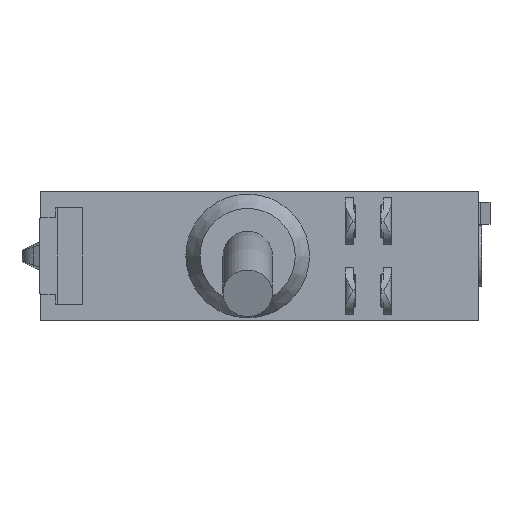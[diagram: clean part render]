
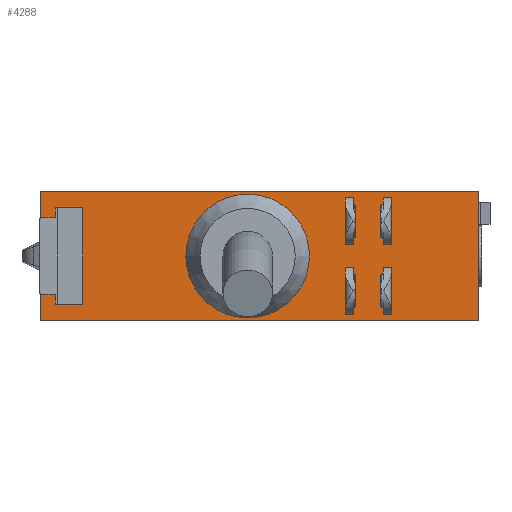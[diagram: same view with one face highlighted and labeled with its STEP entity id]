
A CAD part, front view. The second image highlights one B-rep face of the part: STEP entity #4288.
In plain terms, the highlighted planar face has unit normal (0, -1, 0).
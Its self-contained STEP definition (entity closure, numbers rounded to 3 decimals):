
#66=CIRCLE('',#4510,5.);
#456=ORIENTED_EDGE('',*,*,#1314,.T.);
#457=ORIENTED_EDGE('',*,*,#1315,.F.);
#458=ORIENTED_EDGE('',*,*,#1316,.F.);
#459=ORIENTED_EDGE('',*,*,#1160,.T.);
#460=ORIENTED_EDGE('',*,*,#1317,.T.);
#461=ORIENTED_EDGE('',*,*,#1318,.F.);
#462=ORIENTED_EDGE('',*,*,#1319,.F.);
#463=ORIENTED_EDGE('',*,*,#1320,.T.);
#464=ORIENTED_EDGE('',*,*,#1145,.F.);
#465=ORIENTED_EDGE('',*,*,#1321,.T.);
#466=ORIENTED_EDGE('',*,*,#1150,.T.);
#467=ORIENTED_EDGE('',*,*,#1322,.F.);
#468=ORIENTED_EDGE('',*,*,#1129,.F.);
#469=ORIENTED_EDGE('',*,*,#1323,.T.);
#470=ORIENTED_EDGE('',*,*,#1134,.T.);
#471=ORIENTED_EDGE('',*,*,#1155,.F.);
#472=ORIENTED_EDGE('',*,*,#1324,.F.);
#473=ORIENTED_EDGE('',*,*,#1253,.F.);
#474=ORIENTED_EDGE('',*,*,#1312,.T.);
#475=ORIENTED_EDGE('',*,*,#1325,.T.);
#476=ORIENTED_EDGE('',*,*,#1326,.T.);
#477=ORIENTED_EDGE('',*,*,#1114,.T.);
#478=ORIENTED_EDGE('',*,*,#1118,.T.);
#479=ORIENTED_EDGE('',*,*,#1122,.T.);
#480=ORIENTED_EDGE('',*,*,#1327,.T.);
#481=ORIENTED_EDGE('',*,*,#1328,.T.);
#482=ORIENTED_EDGE('',*,*,#1310,.T.);
#483=ORIENTED_EDGE('',*,*,#1206,.T.);
#484=ORIENTED_EDGE('',*,*,#1329,.F.);
#1114=EDGE_CURVE('',#1562,#1561,#1870,.T.);
#1118=EDGE_CURVE('',#1561,#1564,#1874,.T.);
#1122=EDGE_CURVE('',#1564,#1566,#1878,.T.);
#1129=EDGE_CURVE('',#1573,#1574,#1879,.T.);
#1134=EDGE_CURVE('',#1579,#1578,#1880,.T.);
#1145=EDGE_CURVE('',#1589,#1590,#1881,.T.);
#1150=EDGE_CURVE('',#1595,#1594,#1882,.T.);
#1155=EDGE_CURVE('',#1574,#1578,#1883,.T.);
#1160=EDGE_CURVE('',#1602,#1603,#1886,.T.);
#1206=EDGE_CURVE('',#1643,#1642,#1908,.T.);
#1253=EDGE_CURVE('',#1688,#1689,#1946,.T.);
#1310=EDGE_CURVE('',#1730,#1643,#1995,.T.);
#1312=EDGE_CURVE('',#1688,#1731,#1997,.T.);
#1314=EDGE_CURVE('',#1603,#1732,#1999,.T.);
#1315=EDGE_CURVE('',#1733,#1732,#2000,.T.);
#1316=EDGE_CURVE('',#1602,#1733,#2001,.T.);
#1317=EDGE_CURVE('',#1734,#1735,#2002,.T.);
#1318=EDGE_CURVE('',#1736,#1735,#2003,.T.);
#1319=EDGE_CURVE('',#1737,#1736,#2004,.T.);
#1320=EDGE_CURVE('',#1737,#1734,#2005,.T.);
#1321=EDGE_CURVE('',#1589,#1595,#2006,.T.);
#1322=EDGE_CURVE('',#1590,#1594,#2007,.T.);
#1323=EDGE_CURVE('',#1573,#1579,#2008,.T.);
#1324=EDGE_CURVE('',#1689,#1642,#2009,.T.);
#1325=EDGE_CURVE('',#1731,#1738,#2010,.T.);
#1326=EDGE_CURVE('',#1738,#1562,#2011,.T.);
#1327=EDGE_CURVE('',#1566,#1739,#2012,.T.);
#1328=EDGE_CURVE('',#1739,#1730,#2013,.T.);
#1329=EDGE_CURVE('',#1740,#1740,#66,.F.);
#1561=VERTEX_POINT('',#5572);
#1562=VERTEX_POINT('',#5574);
#1564=VERTEX_POINT('',#5580);
#1566=VERTEX_POINT('',#5587);
#1573=VERTEX_POINT('',#5614);
#1574=VERTEX_POINT('',#5616);
#1578=VERTEX_POINT('',#5632);
#1579=VERTEX_POINT('',#5634);
#1589=VERTEX_POINT('',#5673);
#1590=VERTEX_POINT('',#5675);
#1594=VERTEX_POINT('',#5691);
#1595=VERTEX_POINT('',#5693);
#1602=VERTEX_POINT('',#5728);
#1603=VERTEX_POINT('',#5729);
#1642=VERTEX_POINT('',#5855);
#1643=VERTEX_POINT('',#5857);
#1688=VERTEX_POINT('',#5949);
#1689=VERTEX_POINT('',#5951);
#1730=VERTEX_POINT('',#6086);
#1731=VERTEX_POINT('',#6091);
#1732=VERTEX_POINT('',#6096);
#1733=VERTEX_POINT('',#6098);
#1734=VERTEX_POINT('',#6101);
#1735=VERTEX_POINT('',#6102);
#1736=VERTEX_POINT('',#6104);
#1737=VERTEX_POINT('',#6106);
#1738=VERTEX_POINT('',#6113);
#1739=VERTEX_POINT('',#6116);
#1740=VERTEX_POINT('',#6119);
#1870=LINE('',#5573,#2187);
#1874=LINE('',#5581,#2191);
#1878=LINE('',#5588,#2195);
#1879=LINE('',#5615,#2196);
#1880=LINE('',#5633,#2197);
#1881=LINE('',#5674,#2198);
#1882=LINE('',#5692,#2199);
#1883=LINE('',#5708,#2200);
#1886=LINE('',#5727,#2203);
#1908=LINE('',#5856,#2225);
#1946=LINE('',#5950,#2263);
#1995=LINE('',#6088,#2312);
#1997=LINE('',#6092,#2314);
#1999=LINE('',#6095,#2316);
#2000=LINE('',#6097,#2317);
#2001=LINE('',#6099,#2318);
#2002=LINE('',#6100,#2319);
#2003=LINE('',#6103,#2320);
#2004=LINE('',#6105,#2321);
#2005=LINE('',#6107,#2322);
#2006=LINE('',#6108,#2323);
#2007=LINE('',#6109,#2324);
#2008=LINE('',#6110,#2325);
#2009=LINE('',#6111,#2326);
#2010=LINE('',#6112,#2327);
#2011=LINE('',#6114,#2328);
#2012=LINE('',#6115,#2329);
#2013=LINE('',#6117,#2330);
#2187=VECTOR('',#4718,1000.);
#2191=VECTOR('',#4724,1000.);
#2195=VECTOR('',#4730,1000.);
#2196=VECTOR('',#4737,1000.);
#2197=VECTOR('',#4742,1000.);
#2198=VECTOR('',#4753,1000.);
#2199=VECTOR('',#4758,1000.);
#2200=VECTOR('',#4765,1000.);
#2203=VECTOR('',#4774,1000.);
#2225=VECTOR('',#4844,1000.);
#2263=VECTOR('',#4902,1000.);
#2312=VECTOR('',#4985,1000.);
#2314=VECTOR('',#4989,1000.);
#2316=VECTOR('',#4993,1000.);
#2317=VECTOR('',#4994,1000.);
#2318=VECTOR('',#4995,1000.);
#2319=VECTOR('',#4996,1000.);
#2320=VECTOR('',#4997,1000.);
#2321=VECTOR('',#4998,1000.);
#2322=VECTOR('',#4999,1000.);
#2323=VECTOR('',#5000,1000.);
#2324=VECTOR('',#5001,1000.);
#2325=VECTOR('',#5002,1000.);
#2326=VECTOR('',#5003,1000.);
#2327=VECTOR('',#5004,1000.);
#2328=VECTOR('',#5005,1000.);
#2329=VECTOR('',#5006,1000.);
#2330=VECTOR('',#5007,1000.);
#2532=EDGE_LOOP('',(#456,#457,#458,#459));
#2533=EDGE_LOOP('',(#460,#461,#462,#463));
#2534=EDGE_LOOP('',(#464,#465,#466,#467));
#2535=EDGE_LOOP('',(#468,#469,#470,#471));
#2536=EDGE_LOOP('',(#472,#473,#474,#475,#476,#477,#478,#479,#480,#481,#482,
#483));
#2537=EDGE_LOOP('',(#484));
#2744=FACE_BOUND('',#2532,.T.);
#2745=FACE_BOUND('',#2533,.T.);
#2746=FACE_BOUND('',#2534,.T.);
#2747=FACE_BOUND('',#2535,.T.);
#2748=FACE_BOUND('',#2536,.T.);
#2749=FACE_BOUND('',#2537,.T.);
#2936=PLANE('',#4509);
#4288=ADVANCED_FACE('',(#2744,#2745,#2746,#2747,#2748,#2749),#2936,.F.);
#4509=AXIS2_PLACEMENT_3D('',#6094,#4991,#4992);
#4510=AXIS2_PLACEMENT_3D('',#6118,#5008,#5009);
#4718=DIRECTION('',(1.,0.,0.));
#4724=DIRECTION('',(0.,0.,-1.));
#4730=DIRECTION('',(-1.,0.,0.));
#4737=DIRECTION('',(-1.,0.,0.));
#4742=DIRECTION('',(-1.,0.,0.));
#4753=DIRECTION('',(-1.,0.,0.));
#4758=DIRECTION('',(-1.,0.,0.));
#4765=DIRECTION('',(0.,0.,-1.));
#4774=DIRECTION('',(0.,0.,-1.));
#4844=DIRECTION('',(1.,0.,0.));
#4902=DIRECTION('',(1.,0.,0.));
#4985=DIRECTION('',(0.,0.,-1.));
#4989=DIRECTION('',(0.,0.,-1.));
#4991=DIRECTION('',(0.,1.,0.));
#4992=DIRECTION('',(-1.,0.,0.));
#4993=DIRECTION('',(-1.,0.,0.));
#4994=DIRECTION('',(0.,0.,-1.));
#4995=DIRECTION('',(-1.,0.,0.));
#4996=DIRECTION('',(-1.,0.,0.));
#4997=DIRECTION('',(0.,0.,-1.));
#4998=DIRECTION('',(-1.,0.,0.));
#4999=DIRECTION('',(0.,0.,-1.));
#5000=DIRECTION('',(0.,0.,-1.));
#5001=DIRECTION('',(0.,0.,-1.));
#5002=DIRECTION('',(0.,0.,-1.));
#5003=DIRECTION('',(0.,0.,-1.));
#5004=DIRECTION('',(1.,0.,0.));
#5005=DIRECTION('',(0.,0.,1.));
#5006=DIRECTION('',(0.,0.,1.));
#5007=DIRECTION('',(-1.,0.,0.));
#5008=DIRECTION('',(0.,1.,0.));
#5009=DIRECTION('',(-1.,0.,0.));
#5572=CARTESIAN_POINT('',(-13.35,0.,3.9));
#5573=CARTESIAN_POINT('',(-15.55,0.,3.9));
#5574=CARTESIAN_POINT('',(-15.55,0.,3.9));
#5580=CARTESIAN_POINT('',(-13.35,0.,-3.9));
#5581=CARTESIAN_POINT('',(-13.35,0.,3.9));
#5587=CARTESIAN_POINT('',(-15.55,0.,-3.9));
#5588=CARTESIAN_POINT('',(-13.35,0.,-3.9));
#5614=CARTESIAN_POINT('',(8.55,0.,-0.919));
#5615=CARTESIAN_POINT('',(11.71,0.,-0.919));
#5616=CARTESIAN_POINT('',(7.9,0.,-0.919));
#5632=CARTESIAN_POINT('',(7.9,0.,-4.701));
#5633=CARTESIAN_POINT('',(11.71,0.,-4.701));
#5634=CARTESIAN_POINT('',(8.55,0.,-4.701));
#5673=CARTESIAN_POINT('',(8.55,0.,4.701));
#5674=CARTESIAN_POINT('',(11.71,0.,4.701));
#5675=CARTESIAN_POINT('',(7.9,0.,4.701));
#5691=CARTESIAN_POINT('',(7.9,0.,0.919));
#5692=CARTESIAN_POINT('',(11.71,0.,0.919));
#5693=CARTESIAN_POINT('',(8.55,0.,0.919));
#5708=CARTESIAN_POINT('',(7.9,0.,4.81));
#5727=CARTESIAN_POINT('',(11.6,0.,4.81));
#5728=CARTESIAN_POINT('',(11.6,0.,-0.919));
#5729=CARTESIAN_POINT('',(11.6,0.,-4.701));
#5855=CARTESIAN_POINT('',(18.65,0.,-5.2));
#5856=CARTESIAN_POINT('',(-16.75,0.,-5.2));
#5857=CARTESIAN_POINT('',(-16.75,0.,-5.2));
#5949=CARTESIAN_POINT('',(-16.75,0.,5.2));
#5950=CARTESIAN_POINT('',(-16.75,0.,5.2));
#5951=CARTESIAN_POINT('',(18.65,0.,5.2));
#6086=CARTESIAN_POINT('',(-16.75,0.,-3.1));
#6088=CARTESIAN_POINT('',(-16.75,0.,5.2));
#6091=CARTESIAN_POINT('',(-16.75,0.,3.1));
#6092=CARTESIAN_POINT('',(-16.75,0.,5.2));
#6094=CARTESIAN_POINT('',(-16.75,0.,5.2));
#6095=CARTESIAN_POINT('',(11.71,0.,-4.701));
#6096=CARTESIAN_POINT('',(10.95,0.,-4.701));
#6097=CARTESIAN_POINT('',(10.95,0.,10.));
#6098=CARTESIAN_POINT('',(10.95,0.,-0.919));
#6099=CARTESIAN_POINT('',(11.71,0.,-0.919));
#6100=CARTESIAN_POINT('',(11.71,0.,0.919));
#6101=CARTESIAN_POINT('',(11.6,0.,0.919));
#6102=CARTESIAN_POINT('',(10.95,0.,0.919));
#6103=CARTESIAN_POINT('',(10.95,0.,10.));
#6104=CARTESIAN_POINT('',(10.95,0.,4.701));
#6105=CARTESIAN_POINT('',(11.71,0.,4.701));
#6106=CARTESIAN_POINT('',(11.6,0.,4.701));
#6107=CARTESIAN_POINT('',(11.6,0.,4.81));
#6108=CARTESIAN_POINT('',(8.55,0.,10.));
#6109=CARTESIAN_POINT('',(7.9,0.,4.81));
#6110=CARTESIAN_POINT('',(8.55,0.,10.));
#6111=CARTESIAN_POINT('',(18.65,0.,5.2));
#6112=CARTESIAN_POINT('',(-16.75,0.,3.1));
#6113=CARTESIAN_POINT('',(-15.55,0.,3.1));
#6114=CARTESIAN_POINT('',(-15.55,0.,3.1));
#6115=CARTESIAN_POINT('',(-15.55,0.,-3.9));
#6116=CARTESIAN_POINT('',(-15.55,0.,-3.1));
#6117=CARTESIAN_POINT('',(-15.55,0.,-3.1));
#6118=CARTESIAN_POINT('',(0.,0.,0.));
#6119=CARTESIAN_POINT('',(-5.,0.,0.));
